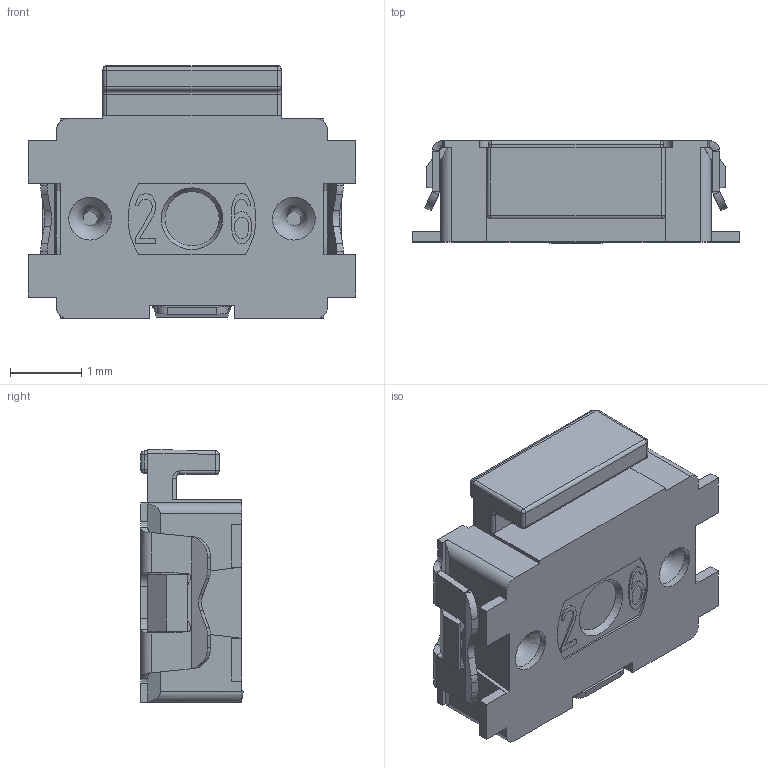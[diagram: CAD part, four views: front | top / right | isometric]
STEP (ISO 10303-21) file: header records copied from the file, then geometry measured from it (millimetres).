
FILE_DESCRIPTION( ( 'STEP AP214' ), ' ' );
FILE_NAME( 'psolqas08423351126.stp', '2017-10-30T07:42:33', ( '' ), ( '' ), ' ', 'PARTsolutions', ' ' );
FILE_SCHEMA( ( 'AUTOMOTIVE_DESIGN { 1 0 10303 214 1 1 1 1 }' ) );
Length unit declared in the file: metre
Products named in the file (1): 1
Bounding box: 4.6 x 1.44 x 3.55 mm (x, y, z)
Volume: 16.3 mm3; surface area: 61.9 mm2
Topology: 1 solids, 1 shells, 350 faces, 950 edges, 606 vertices
Faces by surface type: plane 231, cylinder 87, bspline 18, sphere 9, torus 4, cone 1
Full cylindrical faces by diameter (mm): 0.6 x2
Entity records: 11550 total; most frequent: CARTESIAN_POINT 2820, ORIENTED_EDGE 1876, DIRECTION 1708, EDGE_CURVE 938, LINE 722, VECTOR 722, VERTEX_POINT 600, AXIS2_PLACEMENT_3D 493
